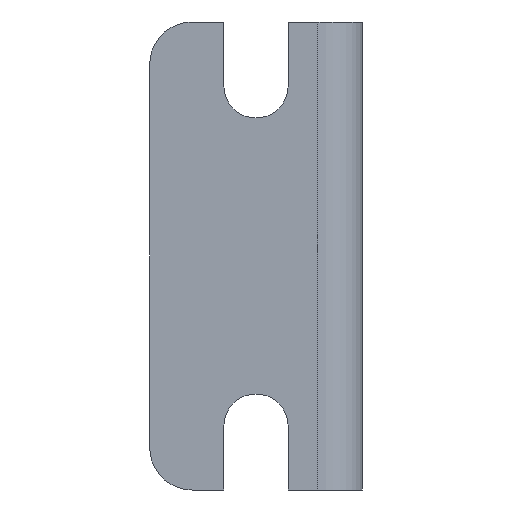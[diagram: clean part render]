
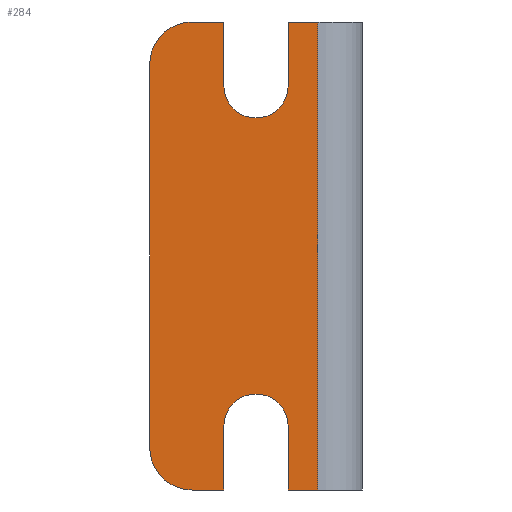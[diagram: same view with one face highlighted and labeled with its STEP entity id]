
A CAD part, front view. The second image highlights one B-rep face of the part: STEP entity #284.
In plain terms, the highlighted planar face has unit normal (0, -1, 0).
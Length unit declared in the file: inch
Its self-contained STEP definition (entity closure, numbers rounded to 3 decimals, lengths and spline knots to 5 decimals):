
#5 = ORIENTED_EDGE ( 'NONE', *, *, #509, .T. ) ;
#46 = VECTOR ( 'NONE', #96, 39.37008 ) ;
#66 = ORIENTED_EDGE ( 'NONE', *, *, #722, .F. ) ;
#68 = EDGE_CURVE ( 'NONE', #269, #227, #741, .T. ) ;
#73 = CARTESIAN_POINT ( 'NONE',  ( 0., 0., 0.6875 ) ) ;
#89 = CARTESIAN_POINT ( 'NONE',  ( -0.13087, 0., 0.6875 ) ) ;
#96 = DIRECTION ( 'NONE',  ( 0., 0., -1. ) ) ;
#99 = CIRCLE ( 'NONE', #550, 0.125 ) ;
#110 = LINE ( 'NONE', #596, #525 ) ;
#117 = CARTESIAN_POINT ( 'NONE',  ( -0.625, 0., -0.5625 ) ) ;
#119 = DIRECTION ( 'NONE',  ( 0., 0., 1. ) ) ;
#124 = CARTESIAN_POINT ( 'NONE',  ( -0.40699, 0., 0.6875 ) ) ;
#125 = CARTESIAN_POINT ( 'NONE',  ( -0.5, 0., 0.5625 ) ) ;
#126 = AXIS2_PLACEMENT_3D ( 'NONE', #762, #351, #834 ) ;
#140 = AXIS2_PLACEMENT_3D ( 'NONE', #863, #316, #795 ) ;
#142 = DIRECTION ( 'NONE',  ( -1., 0., 0. ) ) ;
#150 = CARTESIAN_POINT ( 'NONE',  ( -0.5, 0., -0.5625 ) ) ;
#155 = DIRECTION ( 'NONE',  ( -1., 0., 0. ) ) ;
#161 = CARTESIAN_POINT ( 'NONE',  ( -0.40699, 0., -0.6875 ) ) ;
#171 = CIRCLE ( 'NONE', #126, 0.09449 ) ;
#178 = DIRECTION ( 'NONE',  ( -1., 0., 0. ) ) ;
#179 = PLANE ( 'NONE',  #140 ) ;
#191 = DIRECTION ( 'NONE',  ( 1., 0., 0. ) ) ;
#196 = VERTEX_POINT ( 'NONE', #436 ) ;
#206 = LINE ( 'NONE', #124, #755 ) ;
#216 = DIRECTION ( 'NONE',  ( 1., 0., 0. ) ) ;
#224 = CARTESIAN_POINT ( 'NONE',  ( -0.3125, 0., 0.5 ) ) ;
#227 = VERTEX_POINT ( 'NONE', #513 ) ;
#244 = LINE ( 'NONE', #365, #46 ) ;
#250 = ORIENTED_EDGE ( 'NONE', *, *, #400, .T. ) ;
#252 = DIRECTION ( 'NONE',  ( 0., 0., -1. ) ) ;
#269 = VERTEX_POINT ( 'NONE', #792 ) ;
#273 = VECTOR ( 'NONE', #728, 39.37008 ) ;
#281 = CARTESIAN_POINT ( 'NONE',  ( -0.21801, 0., -0.6875 ) ) ;
#284 = ADVANCED_FACE ( 'NONE', ( #592 ), #179, .T. ) ;
#294 = DIRECTION ( 'NONE',  ( 1., 0., 0. ) ) ;
#298 = LINE ( 'NONE', #870, #273 ) ;
#301 = VERTEX_POINT ( 'NONE', #379 ) ;
#308 = AXIS2_PLACEMENT_3D ( 'NONE', #150, #627, #216 ) ;
#312 = ORIENTED_EDGE ( 'NONE', *, *, #370, .T. ) ;
#316 = DIRECTION ( 'NONE',  ( 0., -1., 0. ) ) ;
#325 = ORIENTED_EDGE ( 'NONE', *, *, #590, .T. ) ;
#332 = CIRCLE ( 'NONE', #308, 0.125 ) ;
#336 = ORIENTED_EDGE ( 'NONE', *, *, #353, .T. ) ;
#351 = DIRECTION ( 'NONE',  ( 0., 1., 0. ) ) ;
#353 = EDGE_CURVE ( 'NONE', #196, #819, #727, .T. ) ;
#365 = CARTESIAN_POINT ( 'NONE',  ( -0.21801, 0., -0.6875 ) ) ;
#370 = EDGE_CURVE ( 'NONE', #620, #705, #110, .T. ) ;
#372 = VECTOR ( 'NONE', #499, 39.37008 ) ;
#379 = CARTESIAN_POINT ( 'NONE',  ( -0.21801, 0., 0.6875 ) ) ;
#384 = ORIENTED_EDGE ( 'NONE', *, *, #771, .T. ) ;
#391 = DIRECTION ( 'NONE',  ( -1., 0., 0. ) ) ;
#395 = CARTESIAN_POINT ( 'NONE',  ( -0.21801, 0., 0.5 ) ) ;
#398 = EDGE_CURVE ( 'NONE', #227, #501, #619, .T. ) ;
#400 = EDGE_CURVE ( 'NONE', #622, #196, #99, .T. ) ;
#405 = VERTEX_POINT ( 'NONE', #534 ) ;
#415 = VERTEX_POINT ( 'NONE', #395 ) ;
#435 = VECTOR ( 'NONE', #391, 39.37008 ) ;
#436 = CARTESIAN_POINT ( 'NONE',  ( -0.625, 0., 0.5625 ) ) ;
#461 = ORIENTED_EDGE ( 'NONE', *, *, #467, .T. ) ;
#467 = EDGE_CURVE ( 'NONE', #483, #622, #807, .T. ) ;
#474 = ORIENTED_EDGE ( 'NONE', *, *, #556, .T. ) ;
#483 = VERTEX_POINT ( 'NONE', #754 ) ;
#487 = AXIS2_PLACEMENT_3D ( 'NONE', #224, #699, #294 ) ;
#499 = DIRECTION ( 'NONE',  ( 0., 0., -1. ) ) ;
#501 = VERTEX_POINT ( 'NONE', #281 ) ;
#509 = EDGE_CURVE ( 'NONE', #705, #595, #171, .T. ) ;
#513 = CARTESIAN_POINT ( 'NONE',  ( -0.13087, 0., -0.6875 ) ) ;
#524 = LINE ( 'NONE', #652, #871 ) ;
#525 = VECTOR ( 'NONE', #598, 39.37008 ) ;
#534 = CARTESIAN_POINT ( 'NONE',  ( -0.5, 0., -0.6875 ) ) ;
#542 = EDGE_CURVE ( 'NONE', #819, #405, #332, .T. ) ;
#545 = VECTOR ( 'NONE', #252, 39.37008 ) ;
#550 = AXIS2_PLACEMENT_3D ( 'NONE', #125, #606, #191 ) ;
#556 = EDGE_CURVE ( 'NONE', #269, #301, #650, .T. ) ;
#563 = CARTESIAN_POINT ( 'NONE',  ( 0., 0., 0.6875 ) ) ;
#568 = CARTESIAN_POINT ( 'NONE',  ( -0.21801, 0., -0.5 ) ) ;
#571 = ORIENTED_EDGE ( 'NONE', *, *, #647, .T. ) ;
#572 = ORIENTED_EDGE ( 'NONE', *, *, #68, .F. ) ;
#590 = EDGE_CURVE ( 'NONE', #415, #821, #628, .T. ) ;
#592 = FACE_OUTER_BOUND ( 'NONE', #642, .T. ) ;
#595 = VERTEX_POINT ( 'NONE', #568 ) ;
#596 = CARTESIAN_POINT ( 'NONE',  ( -0.40699, 0., -0.6875 ) ) ;
#598 = DIRECTION ( 'NONE',  ( 0., 0., 1. ) ) ;
#606 = DIRECTION ( 'NONE',  ( 0., -1., 0. ) ) ;
#616 = ORIENTED_EDGE ( 'NONE', *, *, #542, .T. ) ;
#619 = LINE ( 'NONE', #805, #435 ) ;
#620 = VERTEX_POINT ( 'NONE', #161 ) ;
#622 = VERTEX_POINT ( 'NONE', #637 ) ;
#627 = DIRECTION ( 'NONE',  ( 0., -1., 0. ) ) ;
#628 = CIRCLE ( 'NONE', #487, 0.09449 ) ;
#637 = CARTESIAN_POINT ( 'NONE',  ( -0.5, 0., 0.6875 ) ) ;
#642 = EDGE_LOOP ( 'NONE', ( #461, #250, #336, #616, #66, #312, #5, #571, #818, #572, #474, #384, #325, #717 ) ) ;
#647 = EDGE_CURVE ( 'NONE', #595, #501, #244, .T. ) ;
#650 = LINE ( 'NONE', #563, #836 ) ;
#652 = CARTESIAN_POINT ( 'NONE',  ( 0., 0., -0.6875 ) ) ;
#699 = DIRECTION ( 'NONE',  ( 0., 1., 0. ) ) ;
#705 = VERTEX_POINT ( 'NONE', #861 ) ;
#712 = VECTOR ( 'NONE', #142, 39.37008 ) ;
#717 = ORIENTED_EDGE ( 'NONE', *, *, #866, .T. ) ;
#722 = EDGE_CURVE ( 'NONE', #620, #405, #524, .T. ) ;
#727 = LINE ( 'NONE', #803, #545 ) ;
#728 = DIRECTION ( 'NONE',  ( 0., 0., -1. ) ) ;
#733 = CARTESIAN_POINT ( 'NONE',  ( -0.40699, 0., 0.5 ) ) ;
#741 = LINE ( 'NONE', #89, #372 ) ;
#754 = CARTESIAN_POINT ( 'NONE',  ( -0.40699, 0., 0.6875 ) ) ;
#755 = VECTOR ( 'NONE', #119, 39.37008 ) ;
#762 = CARTESIAN_POINT ( 'NONE',  ( -0.3125, 0., -0.5 ) ) ;
#771 = EDGE_CURVE ( 'NONE', #301, #415, #298, .T. ) ;
#792 = CARTESIAN_POINT ( 'NONE',  ( -0.13087, 0., 0.6875 ) ) ;
#795 = DIRECTION ( 'NONE',  ( 1., 0., 0. ) ) ;
#803 = CARTESIAN_POINT ( 'NONE',  ( -0.625, 0., 0.6875 ) ) ;
#805 = CARTESIAN_POINT ( 'NONE',  ( 0., 0., -0.6875 ) ) ;
#807 = LINE ( 'NONE', #73, #712 ) ;
#818 = ORIENTED_EDGE ( 'NONE', *, *, #398, .F. ) ;
#819 = VERTEX_POINT ( 'NONE', #117 ) ;
#821 = VERTEX_POINT ( 'NONE', #733 ) ;
#834 = DIRECTION ( 'NONE',  ( -1., 0., 0. ) ) ;
#836 = VECTOR ( 'NONE', #155, 39.37008 ) ;
#861 = CARTESIAN_POINT ( 'NONE',  ( -0.40699, 0., -0.5 ) ) ;
#863 = CARTESIAN_POINT ( 'NONE',  ( 0., 0., 0.6875 ) ) ;
#866 = EDGE_CURVE ( 'NONE', #821, #483, #206, .T. ) ;
#870 = CARTESIAN_POINT ( 'NONE',  ( -0.21801, 0., 0.6875 ) ) ;
#871 = VECTOR ( 'NONE', #178, 39.37008 ) ;
